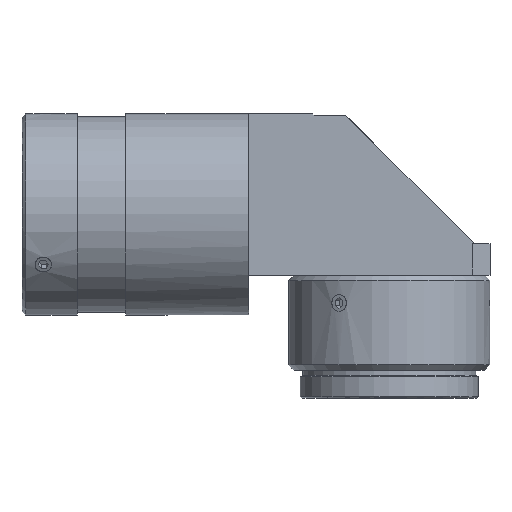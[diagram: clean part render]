
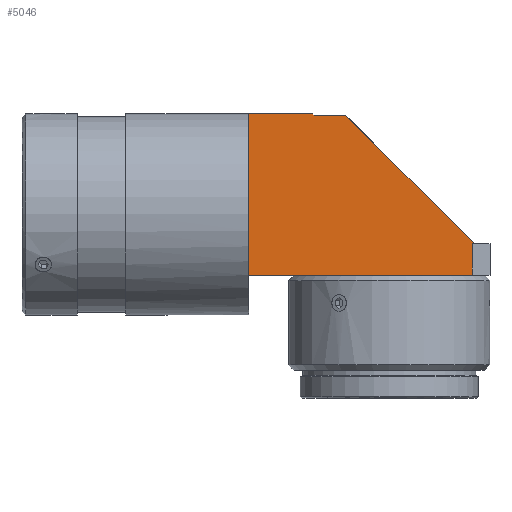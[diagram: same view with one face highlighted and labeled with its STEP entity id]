
A CAD part, top view. The second image highlights one B-rep face of the part: STEP entity #5046.
In plain terms, the highlighted planar face has unit normal (0, 0, 1).
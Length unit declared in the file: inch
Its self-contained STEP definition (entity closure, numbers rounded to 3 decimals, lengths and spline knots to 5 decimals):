
#274=PLANE('',#5552);
#523=FACE_OUTER_BOUND('',#846,.T.);
#846=EDGE_LOOP('',(#4191,#4192,#4193,#4194,#4195,#4196,#4197,#4198,#4199));
#1139=LINE('',#8302,#1524);
#1145=LINE('',#8320,#1530);
#1146=LINE('',#8323,#1531);
#1151=LINE('',#8332,#1536);
#1173=LINE('',#8602,#1558);
#1178=LINE('',#8611,#1563);
#1182=LINE('',#8618,#1567);
#1186=LINE('',#8626,#1571);
#1207=LINE('',#8744,#1592);
#1524=VECTOR('',#6426,0.3937);
#1530=VECTOR('',#6442,0.3937);
#1531=VECTOR('',#6445,0.3937);
#1536=VECTOR('',#6452,0.3937);
#1558=VECTOR('',#6636,0.3937);
#1563=VECTOR('',#6645,0.3937);
#1567=VECTOR('',#6653,0.3937);
#1571=VECTOR('',#6659,0.3937);
#1592=VECTOR('',#6806,0.3937);
#2229=VERTEX_POINT('',#8300);
#2230=VERTEX_POINT('',#8301);
#2237=VERTEX_POINT('',#8318);
#2238=VERTEX_POINT('',#8322);
#2241=VERTEX_POINT('',#8330);
#2295=VERTEX_POINT('',#8584);
#2300=VERTEX_POINT('',#8601);
#2302=VERTEX_POINT('',#8609);
#2304=VERTEX_POINT('',#8620);
#2818=EDGE_CURVE('',#2229,#2230,#1139,.T.);
#2828=EDGE_CURVE('',#2230,#2237,#1145,.T.);
#2829=EDGE_CURVE('',#2238,#2229,#1146,.T.);
#2834=EDGE_CURVE('',#2238,#2241,#1151,.T.);
#2913=EDGE_CURVE('',#2300,#2295,#1173,.T.);
#2918=EDGE_CURVE('',#2295,#2302,#1178,.T.);
#2922=EDGE_CURVE('',#2241,#2300,#1182,.T.);
#2926=EDGE_CURVE('',#2237,#2304,#1186,.T.);
#2980=EDGE_CURVE('',#2302,#2304,#1207,.T.);
#4191=ORIENTED_EDGE('',*,*,#2918,.T.);
#4192=ORIENTED_EDGE('',*,*,#2980,.T.);
#4193=ORIENTED_EDGE('',*,*,#2926,.F.);
#4194=ORIENTED_EDGE('',*,*,#2828,.F.);
#4195=ORIENTED_EDGE('',*,*,#2818,.F.);
#4196=ORIENTED_EDGE('',*,*,#2829,.F.);
#4197=ORIENTED_EDGE('',*,*,#2834,.T.);
#4198=ORIENTED_EDGE('',*,*,#2922,.T.);
#4199=ORIENTED_EDGE('',*,*,#2913,.T.);
#5046=ADVANCED_FACE('',(#523),#274,.T.);
#5552=AXIS2_PLACEMENT_3D('',#8745,#6807,#6808);
#6426=DIRECTION('',(0.707,-0.707,0.));
#6442=DIRECTION('',(-1.,0.,0.));
#6445=DIRECTION('',(1.,0.,0.));
#6452=DIRECTION('',(-0.707,0.707,0.));
#6636=DIRECTION('',(0.,-1.,0.));
#6645=DIRECTION('',(0.,-1.,0.));
#6653=DIRECTION('',(-1.,0.,0.));
#6659=DIRECTION('',(0.,-1.,0.));
#6806=DIRECTION('',(1.,0.,0.));
#6807=DIRECTION('center_axis',(0.,0.,
1.));
#6808=DIRECTION('ref_axis',(-1.,0.,0.));
#8300=CARTESIAN_POINT('',(3.41979,0.55533,0.5625));
#8301=CARTESIAN_POINT('',(4.13963,-0.1645,0.5625));
#8302=CARTESIAN_POINT('',(3.41979,0.55533,0.5625));
#8318=CARTESIAN_POINT('',(4.127,-0.1645,0.5625));
#8320=CARTESIAN_POINT('',(4.13963,-0.1645,0.5625));
#8322=CARTESIAN_POINT('',(3.24302,0.55533,0.5625));
#8323=CARTESIAN_POINT('',(3.24302,0.55533,0.5625));
#8330=CARTESIAN_POINT('',(3.23585,0.5625,0.5625));
#8332=CARTESIAN_POINT('',(3.84714,-0.04879,0.5625));
#8584=CARTESIAN_POINT('',(2.877,0.,0.5625));
#8601=CARTESIAN_POINT('',(2.877,0.5625,0.5625));
#8602=CARTESIAN_POINT('',(2.877,0.28125,0.5625));
#8609=CARTESIAN_POINT('',(2.877,-0.3395,0.5625));
#8611=CARTESIAN_POINT('',(2.877,0.28125,0.5625));
#8618=CARTESIAN_POINT('',(4.227,0.5625,0.5625));
#8620=CARTESIAN_POINT('',(4.127,-0.3395,0.5625));
#8626=CARTESIAN_POINT('',(4.127,0.28125,0.5625));
#8744=CARTESIAN_POINT('',(4.227,-0.3395,0.5625));
#8745=CARTESIAN_POINT('Origin',(4.227,0.5625,0.5625));
